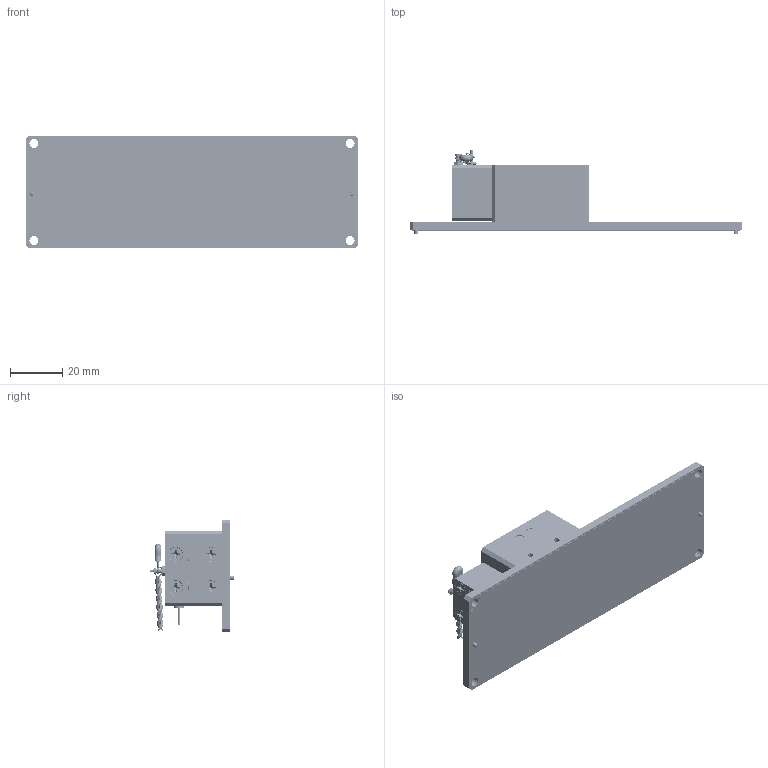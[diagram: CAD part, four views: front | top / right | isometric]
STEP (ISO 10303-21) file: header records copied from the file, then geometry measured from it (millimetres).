
FILE_DESCRIPTION (( 'STEP AP203' ), '1' );
FILE_NAME ('SSS-35307-20M-S1.STEP', '2019-07-03T22:08:24', ( '' ), ( '' ), 'SwSTEP 2.0', 'SolidWorks 2016', '' );
FILE_SCHEMA (( 'CONFIG_CONTROL_DESIGN' ));
Length unit declared in the file: inch
Products named in the file (1): SSS-35307-20M-S1
Bounding box: 127 x 32.32 x 43.18 mm (x, y, z)
Volume: 45142.5 mm3; surface area: 42897.4 mm2
Topology: 46 solids, 46 shells, 2311 faces, 6180 edges, 3995 vertices
Faces by surface type: cylinder 1396, plane 450, cone 393, bspline 62, torus 10
Entity records: 114958 total; most frequent: CARTESIAN_POINT 63733, ORIENTED_EDGE 12220, DIRECTION 9155, EDGE_CURVE 6110, VERTEX_POINT 3995, AXIS2_PLACEMENT_3D 3455, EDGE_LOOP 2605, ADVANCED_FACE 2311
